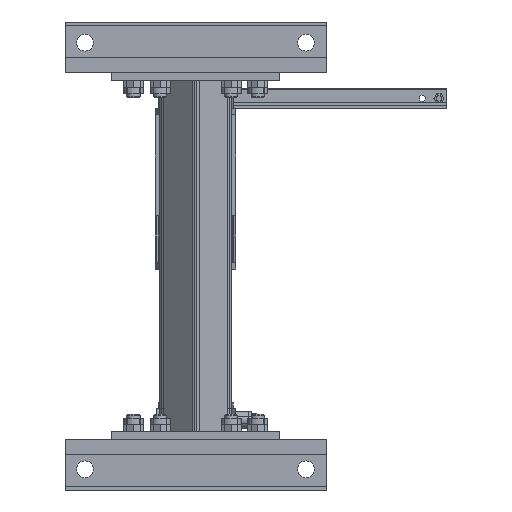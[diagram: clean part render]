
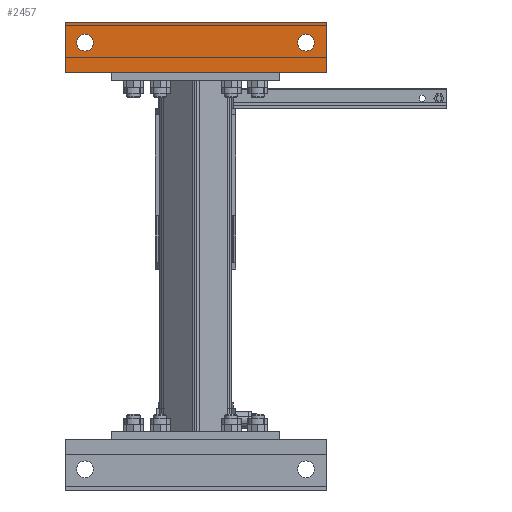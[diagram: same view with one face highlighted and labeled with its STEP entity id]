
A CAD part, left-side view. The second image highlights one B-rep face of the part: STEP entity #2457.
In plain terms, the highlighted face is planar.
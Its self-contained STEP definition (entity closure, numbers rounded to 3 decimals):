
#2457=ADVANCED_FACE('',(#4603,#4604,#4605),#4606,.T.);
#4603=FACE_BOUND('',#7316,.T.);
#4604=FACE_BOUND('',#7317,.T.);
#4605=FACE_OUTER_BOUND('',#7318,.T.);
#4606=PLANE('',#7319);
#7316=EDGE_LOOP('',(#9945));
#7317=EDGE_LOOP('',(#9946));
#7318=EDGE_LOOP('',(#9947,#9948,#9949,#9950));
#7319=AXIS2_PLACEMENT_3D('',#9951,#9952,#9953);
#9945=ORIENTED_EDGE('',*,*,#15775,.T.);
#9946=ORIENTED_EDGE('',*,*,#15776,.T.);
#9947=ORIENTED_EDGE('',*,*,#15777,.T.);
#9948=ORIENTED_EDGE('',*,*,#15778,.F.);
#9949=ORIENTED_EDGE('',*,*,#15779,.T.);
#9950=ORIENTED_EDGE('',*,*,#15780,.T.);
#9951=CARTESIAN_POINT('',(37.5,0.,0.));
#9952=DIRECTION('',(0.,-1.,0.));
#9953=DIRECTION('',(1.,0.,0.));
#15775=EDGE_CURVE('',#18026,#18026,#18027,.T.);
#15776=EDGE_CURVE('',#18028,#18028,#18029,.T.);
#15777=EDGE_CURVE('',#18030,#18031,#18032,.T.);
#15778=EDGE_CURVE('',#18033,#18031,#18034,.T.);
#15779=EDGE_CURVE('',#18033,#18035,#18036,.T.);
#15780=EDGE_CURVE('',#18035,#18030,#18037,.T.);
#18026=VERTEX_POINT('',#21444);
#18027=CIRCLE('',#21445,12.5);
#18028=VERTEX_POINT('',#21446);
#18029=CIRCLE('',#21447,12.5);
#18030=VERTEX_POINT('',#21448);
#18031=VERTEX_POINT('',#21449);
#18032=LINE('',#21450,#21451);
#18033=VERTEX_POINT('',#21452);
#18034=LINE('',#21453,#21454);
#18035=VERTEX_POINT('',#21455);
#18036=LINE('',#21456,#21457);
#18037=LINE('',#21458,#21459);
#21444=CARTESIAN_POINT('',(56.5,0.,30.));
#21445=AXIS2_PLACEMENT_3D('',#29011,#29012,#29013);
#21446=CARTESIAN_POINT('',(56.5,0.,360.));
#21447=AXIS2_PLACEMENT_3D('',#29014,#29015,#29016);
#21448=CARTESIAN_POINT('',(75.,0.,390.));
#21449=CARTESIAN_POINT('',(0.,0.,390.));
#21450=CARTESIAN_POINT('',(0.,0.,390.));
#21451=VECTOR('',#29017,1.);
#21452=CARTESIAN_POINT('',(0.,0.,0.));
#21453=CARTESIAN_POINT('',(0.,0.,0.));
#21454=VECTOR('',#29018,1.);
#21455=CARTESIAN_POINT('',(75.,0.,0.));
#21456=CARTESIAN_POINT('',(0.,0.,0.));
#21457=VECTOR('',#29019,1.);
#21458=CARTESIAN_POINT('',(75.,0.,0.));
#21459=VECTOR('',#29020,1.);
#29011=CARTESIAN_POINT('',(44.,0.,30.));
#29012=DIRECTION('',(0.,1.,0.));
#29013=DIRECTION('',(1.,0.,0.));
#29014=CARTESIAN_POINT('',(44.,0.,360.));
#29015=DIRECTION('',(0.,1.,0.));
#29016=DIRECTION('',(1.,0.,0.));
#29017=DIRECTION('',(-1.,0.,0.));
#29018=DIRECTION('',(0.,0.,1.));
#29019=DIRECTION('',(1.,0.,0.));
#29020=DIRECTION('',(0.,0.,1.));
